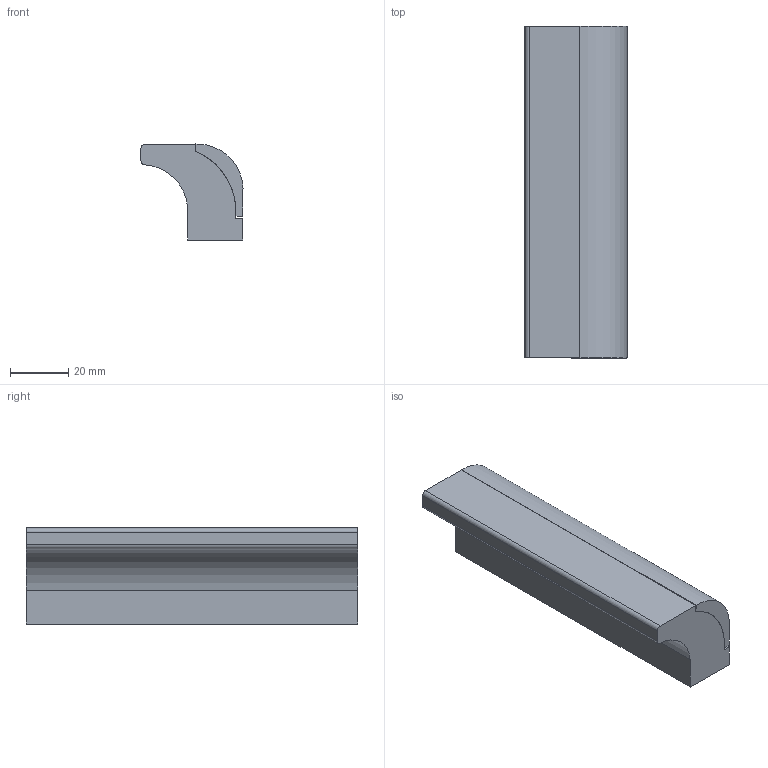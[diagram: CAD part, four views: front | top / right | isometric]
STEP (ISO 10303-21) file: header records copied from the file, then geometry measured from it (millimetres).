
FILE_DESCRIPTION((''),'2;1');
FILE_NAME('13AC7327.stp','2015-07-14T10:46:19',(''),(''),'Mechanical Desktop 2011','Mechanical Desktop 2011',', , ');
FILE_SCHEMA(('AUTOMOTIVE_DESIGN { 1 2 10303 214 1 1 1 1 }'));
Length unit declared in the file: inch
Products named in the file (1): Product
Bounding box: 35.04 x 114 x 33 mm (x, y, z)
Volume: 84223 mm3; surface area: 22806.3 mm2
Topology: 2 solids, 2 shells, 20 faces, 48 edges, 32 vertices
Faces by surface type: plane 14, cylinder 6
Entity records: 637 total; most frequent: DIRECTION 102, CARTESIAN_POINT 101, ORIENTED_EDGE 96, EDGE_CURVE 48, VECTOR 36, LINE 36, AXIS2_PLACEMENT_3D 33, VERTEX_POINT 32
